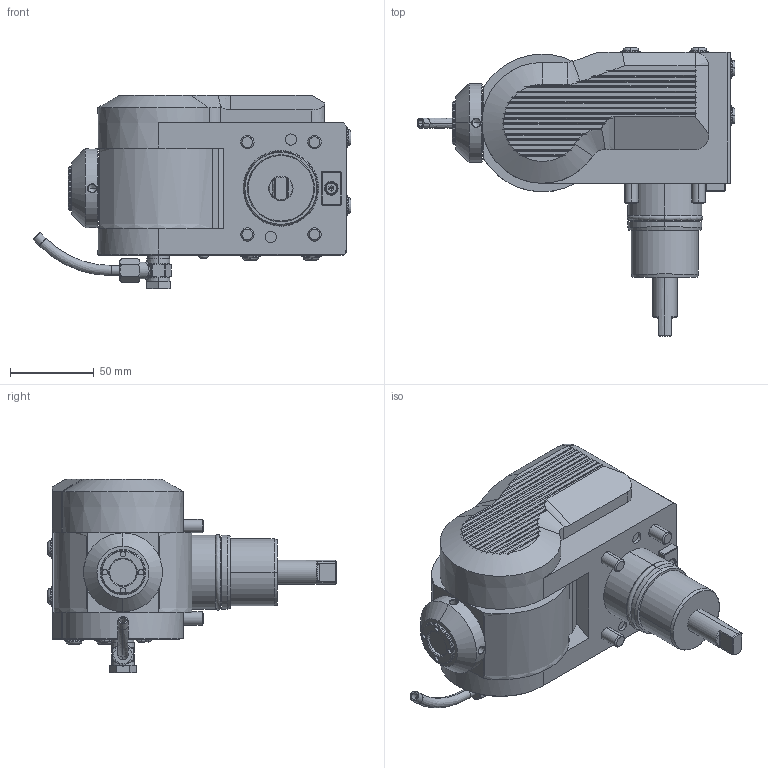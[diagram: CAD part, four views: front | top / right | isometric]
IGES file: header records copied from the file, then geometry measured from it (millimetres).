
Start section:  PTC IGES file: ngt2_44_505_20_2_1_1_5_nt.igs
Global section: file name: ngt2_44_505_20_2_1_1_5_nt.igs; native system: Pro/ENGINEER by Parametric Technology Corporation; preprocessor: 2010280; author: vali; organization: Unknown; date: 20250618.135518; units: millimetre
Bounding box: 189.42 x 171.75 x 115.4 mm (x, y, z)
Volume: 1075948.2 mm3; surface area: 91183.4 mm2
Topology: 2 solids, 4 shells, 830 faces, 1924 edges, 1162 vertices
Faces by surface type: bspline 431, revolution 399
